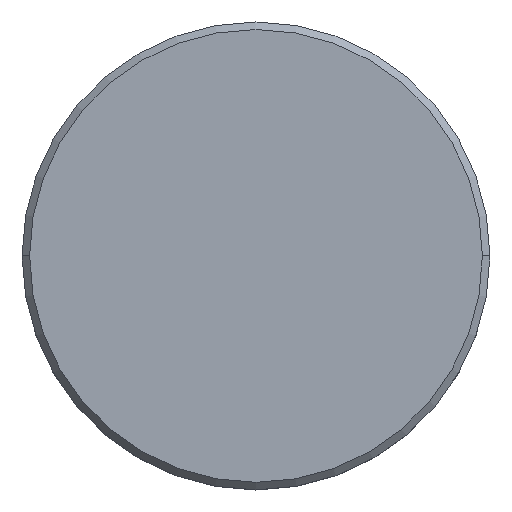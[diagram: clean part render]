
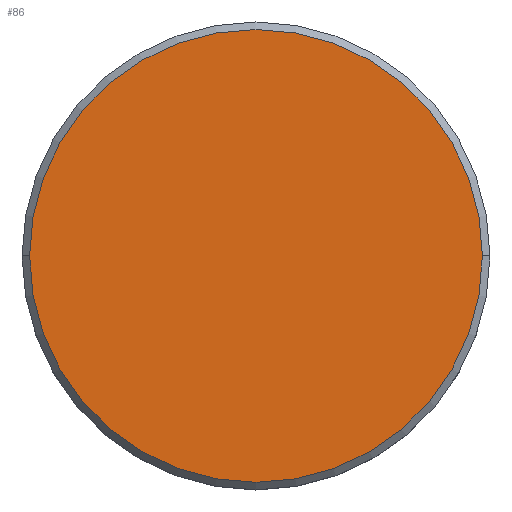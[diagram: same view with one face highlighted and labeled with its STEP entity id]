
A CAD part, top view. The second image highlights one B-rep face of the part: STEP entity #86.
In plain terms, the highlighted planar face has unit normal (0, 0, 1).
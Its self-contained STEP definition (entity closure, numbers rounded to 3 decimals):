
#18 = VERTEX_POINT ( 'NONE', #172 ) ;
#69 = AXIS2_PLACEMENT_3D ( 'NONE', #540, #981, #811 ) ;
#86 = ADVANCED_FACE ( 'NONE', ( #822 ), #1011, .T. ) ;
#150 = VERTEX_POINT ( 'NONE', #547 ) ;
#166 = CARTESIAN_POINT ( 'NONE',  ( 0., 0., 0. ) ) ;
#171 = EDGE_LOOP ( 'NONE', ( #1010, #478 ) ) ;
#172 = CARTESIAN_POINT ( 'NONE',  ( 15., 0., 0. ) ) ;
#250 = AXIS2_PLACEMENT_3D ( 'NONE', #166, #534, #1164 ) ;
#284 = DIRECTION ( 'NONE',  ( 1., 0., 0. ) ) ;
#295 = DIRECTION ( 'NONE',  ( 0., 0., 1. ) ) ;
#347 = AXIS2_PLACEMENT_3D ( 'NONE', #555, #295, #284 ) ;
#478 = ORIENTED_EDGE ( 'NONE', *, *, #619, .T. ) ;
#480 = EDGE_CURVE ( 'NONE', #150, #18, #874, .T. ) ;
#534 = DIRECTION ( 'NONE',  ( 0., 0., 1. ) ) ;
#540 = CARTESIAN_POINT ( 'NONE',  ( 0., 0., 0. ) ) ;
#547 = CARTESIAN_POINT ( 'NONE',  ( -15., 0., 0. ) ) ;
#555 = CARTESIAN_POINT ( 'NONE',  ( 0., 0., 0. ) ) ;
#619 = EDGE_CURVE ( 'NONE', #18, #150, #1153, .T. ) ;
#811 = DIRECTION ( 'NONE',  ( 1., 0., 0. ) ) ;
#822 = FACE_OUTER_BOUND ( 'NONE', #171, .T. ) ;
#874 = CIRCLE ( 'NONE', #69, 15. ) ;
#981 = DIRECTION ( 'NONE',  ( 0., 0., 1. ) ) ;
#1010 = ORIENTED_EDGE ( 'NONE', *, *, #480, .T. ) ;
#1011 = PLANE ( 'NONE',  #347 ) ;
#1153 = CIRCLE ( 'NONE', #250, 15. ) ;
#1164 = DIRECTION ( 'NONE',  ( 1., 0., 0. ) ) ;
